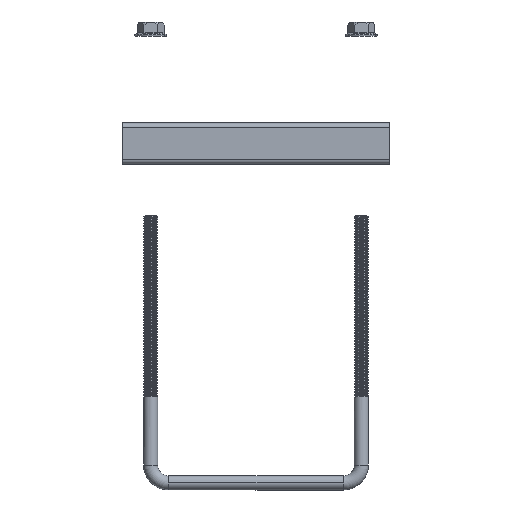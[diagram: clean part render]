
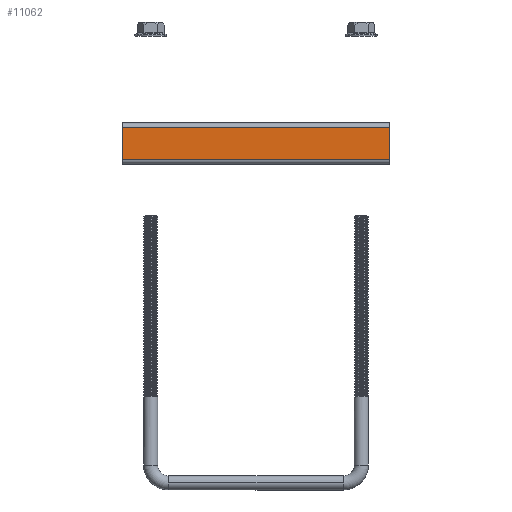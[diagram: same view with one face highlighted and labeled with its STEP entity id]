
A CAD part, front view. The second image highlights one B-rep face of the part: STEP entity #11062.
In plain terms, the highlighted planar face has unit normal (0, -1, 0).
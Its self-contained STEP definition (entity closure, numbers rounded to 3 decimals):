
#2927 = VERTEX_POINT ( 'NONE', #26246 ) ;
#3147 = LINE ( 'NONE', #29879, #21675 ) ;
#3504 = EDGE_CURVE ( 'NONE', #12979, #28833, #23646, .T. ) ;
#4952 = VECTOR ( 'NONE', #29304, 1000. ) ;
#6356 = PLANE ( 'NONE',  #19298 ) ;
#7747 = DIRECTION ( 'NONE',  ( 0., 0., -1. ) ) ;
#8880 = FACE_OUTER_BOUND ( 'NONE', #13526, .T. ) ;
#8904 = ORIENTED_EDGE ( 'NONE', *, *, #19376, .T. ) ;
#9193 = DIRECTION ( 'NONE',  ( 0., 0., 1. ) ) ;
#9720 = CARTESIAN_POINT ( 'NONE',  ( -75., -106.5, -19. ) ) ;
#11062 = ADVANCED_FACE ( 'NONE', ( #8880 ), #6356, .F. ) ;
#12979 = VERTEX_POINT ( 'NONE', #30883 ) ;
#13526 = EDGE_LOOP ( 'NONE', ( #26463, #22884, #20755, #8904 ) ) ;
#16614 = VECTOR ( 'NONE', #21580, 1000. ) ;
#18421 = VERTEX_POINT ( 'NONE', #23977 ) ;
#18889 = VECTOR ( 'NONE', #7747, 1000. ) ;
#19298 = AXIS2_PLACEMENT_3D ( 'NONE', #30684, #28314, #9193 ) ;
#19306 = CARTESIAN_POINT ( 'NONE',  ( 75., -106.5, 0. ) ) ;
#19376 = EDGE_CURVE ( 'NONE', #18421, #12979, #27095, .T. ) ;
#20755 = ORIENTED_EDGE ( 'NONE', *, *, #26893, .F. ) ;
#21580 = DIRECTION ( 'NONE',  ( 0., 0., -1. ) ) ;
#21675 = VECTOR ( 'NONE', #22463, 1000. ) ;
#22463 = DIRECTION ( 'NONE',  ( -1., 0., 0. ) ) ;
#22884 = ORIENTED_EDGE ( 'NONE', *, *, #28786, .F. ) ;
#23646 = LINE ( 'NONE', #28691, #16614 ) ;
#23977 = CARTESIAN_POINT ( 'NONE',  ( 75., -106.5, -1. ) ) ;
#24565 = CARTESIAN_POINT ( 'NONE',  ( 75., -106.5, -1. ) ) ;
#26246 = CARTESIAN_POINT ( 'NONE',  ( 75., -106.5, -19. ) ) ;
#26463 = ORIENTED_EDGE ( 'NONE', *, *, #3504, .T. ) ;
#26893 = EDGE_CURVE ( 'NONE', #18421, #2927, #27049, .T. ) ;
#27049 = LINE ( 'NONE', #19306, #18889 ) ;
#27095 = LINE ( 'NONE', #24565, #4952 ) ;
#28314 = DIRECTION ( 'NONE',  ( 0., 1., 0. ) ) ;
#28691 = CARTESIAN_POINT ( 'NONE',  ( -75., -106.5, 0. ) ) ;
#28786 = EDGE_CURVE ( 'NONE', #2927, #28833, #3147, .T. ) ;
#28833 = VERTEX_POINT ( 'NONE', #9720 ) ;
#29304 = DIRECTION ( 'NONE',  ( -1., 0., 0. ) ) ;
#29879 = CARTESIAN_POINT ( 'NONE',  ( 75., -106.5, -19. ) ) ;
#30684 = CARTESIAN_POINT ( 'NONE',  ( 75., -106.5, 0. ) ) ;
#30883 = CARTESIAN_POINT ( 'NONE',  ( -75., -106.5, -1. ) ) ;
